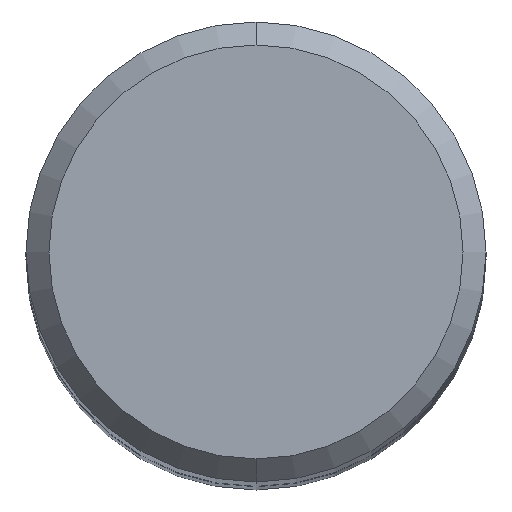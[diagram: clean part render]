
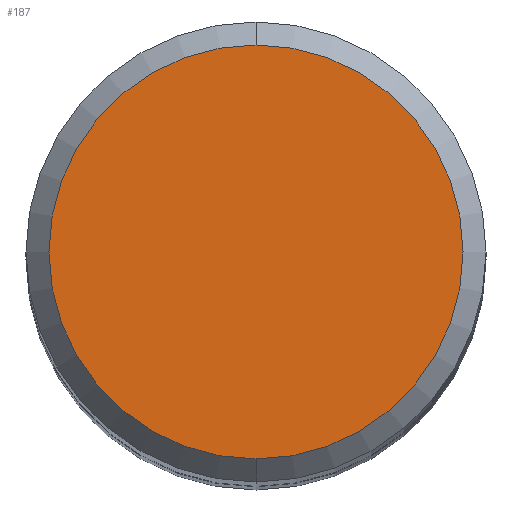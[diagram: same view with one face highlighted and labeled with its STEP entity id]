
A CAD part, top view. The second image highlights one B-rep face of the part: STEP entity #187.
In plain terms, the highlighted planar face has unit normal (0, 0, 1).
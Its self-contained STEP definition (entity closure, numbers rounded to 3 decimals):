
#187=ADVANCED_FACE('',(#486),#487,.T.);
#233=VERTEX_POINT('',#537);
#323=EDGE_CURVE('',#233,#343,#639,.T.);
#343=VERTEX_POINT('',#661);
#373=EDGE_CURVE('',#343,#233,#696,.T.);
#486=FACE_OUTER_BOUND('',#836,.T.);
#487=PLANE('',#837);
#537=CARTESIAN_POINT('',(0.0,4.5,0.0));
#639=CIRCLE('',#1162,4.5);
#661=CARTESIAN_POINT('',(0.,-4.5,0.0));
#696=CIRCLE('',#1299,4.5);
#836=EDGE_LOOP('',(#1456,#1457));
#837=AXIS2_PLACEMENT_3D('',#1458,#1459,#1460);
#1162=AXIS2_PLACEMENT_3D('',#1634,#1635,#1636);
#1299=AXIS2_PLACEMENT_3D('',#1704,#1705,#1706);
#1456=ORIENTED_EDGE('',*,*,#323,.F.);
#1457=ORIENTED_EDGE('',*,*,#373,.F.);
#1458=CARTESIAN_POINT('',(0.0,2.25,0.0));
#1459=DIRECTION('',(-0.0,0.0,1.0));
#1460=DIRECTION('',(0.0,-1.0,0.0));
#1634=CARTESIAN_POINT('',(0.0,0.0,0.0));
#1635=DIRECTION('',(0.0,0.0,-1.0));
#1636=DIRECTION('',(0.0,1.0,0.0));
#1704=CARTESIAN_POINT('',(0.0,0.0,0.0));
#1705=DIRECTION('',(0.0,0.0,-1.0));
#1706=DIRECTION('',(0.0,1.0,0.0));
